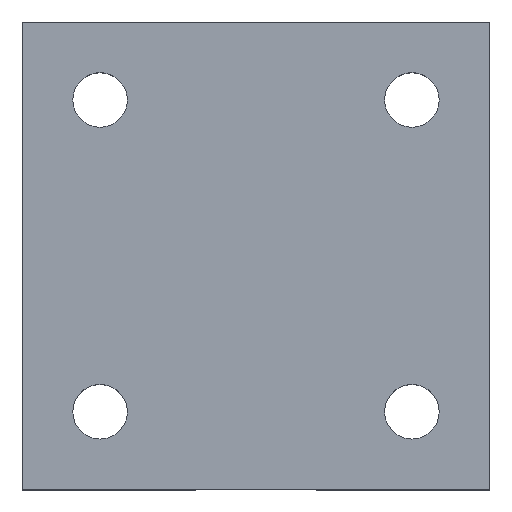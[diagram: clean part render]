
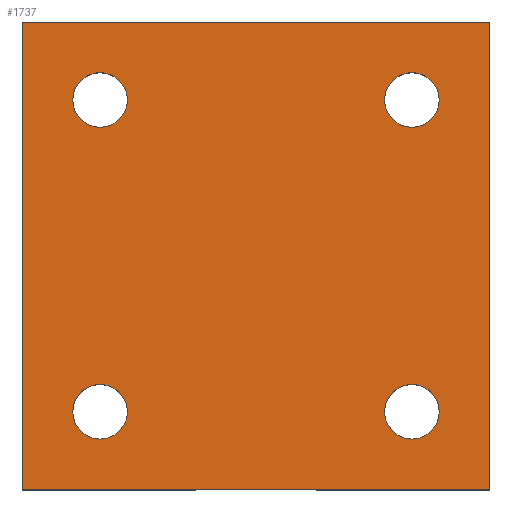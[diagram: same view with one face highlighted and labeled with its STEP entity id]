
A CAD part, top view. The second image highlights one B-rep face of the part: STEP entity #1737.
In plain terms, the highlighted planar face has unit normal (0, 0, 1).
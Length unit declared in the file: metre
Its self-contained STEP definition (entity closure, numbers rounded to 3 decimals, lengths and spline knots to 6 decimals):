
#77=CIRCLE('',#1866,0.00175);
#78=CIRCLE('',#1867,0.00175);
#79=CIRCLE('',#1868,0.00175);
#80=CIRCLE('',#1869,0.00175);
#289=ORIENTED_EDGE('',*,*,#789,.T.);
#290=ORIENTED_EDGE('',*,*,#790,.T.);
#291=ORIENTED_EDGE('',*,*,#791,.T.);
#292=ORIENTED_EDGE('',*,*,#792,.T.);
#293=ORIENTED_EDGE('',*,*,#767,.F.);
#294=ORIENTED_EDGE('',*,*,#784,.T.);
#295=ORIENTED_EDGE('',*,*,#787,.T.);
#296=ORIENTED_EDGE('',*,*,#788,.F.);
#767=EDGE_CURVE('',#1023,#1024,#1160,.T.);
#784=EDGE_CURVE('',#1023,#1035,#1172,.T.);
#787=EDGE_CURVE('',#1035,#1036,#1174,.T.);
#788=EDGE_CURVE('',#1024,#1036,#1175,.T.);
#789=EDGE_CURVE('',#1037,#1037,#77,.F.);
#790=EDGE_CURVE('',#1038,#1038,#78,.F.);
#791=EDGE_CURVE('',#1039,#1039,#79,.F.);
#792=EDGE_CURVE('',#1040,#1040,#80,.F.);
#1023=VERTEX_POINT('',#2544);
#1024=VERTEX_POINT('',#2546);
#1035=VERTEX_POINT('',#2578);
#1036=VERTEX_POINT('',#2583);
#1037=VERTEX_POINT('',#2589);
#1038=VERTEX_POINT('',#2591);
#1039=VERTEX_POINT('',#2593);
#1040=VERTEX_POINT('',#2595);
#1160=LINE('',#2545,#1313);
#1172=LINE('',#2579,#1325);
#1174=LINE('',#2584,#1327);
#1175=LINE('',#2586,#1328);
#1313=VECTOR('',#2014,1.);
#1325=VECTOR('',#2046,1.);
#1327=VECTOR('',#2052,1.);
#1328=VECTOR('',#2055,1.);
#1440=EDGE_LOOP('',(#289));
#1441=EDGE_LOOP('',(#290));
#1442=EDGE_LOOP('',(#291));
#1443=EDGE_LOOP('',(#292));
#1444=EDGE_LOOP('',(#293,#294,#295,#296));
#1569=FACE_BOUND('',#1440,.T.);
#1570=FACE_BOUND('',#1441,.T.);
#1571=FACE_BOUND('',#1442,.T.);
#1572=FACE_BOUND('',#1443,.T.);
#1573=FACE_BOUND('',#1444,.T.);
#1685=PLANE('',#1865);
#1737=ADVANCED_FACE('',(#1569,#1570,#1571,#1572,#1573),#1685,.T.);
#1865=AXIS2_PLACEMENT_3D('',#2587,#2056,#2057);
#1866=AXIS2_PLACEMENT_3D('',#2588,#2058,#2059);
#1867=AXIS2_PLACEMENT_3D('',#2590,#2060,#2061);
#1868=AXIS2_PLACEMENT_3D('',#2592,#2062,#2063);
#1869=AXIS2_PLACEMENT_3D('',#2594,#2064,#2065);
#2014=DIRECTION('',(-1.,0.,0.));
#2046=DIRECTION('',(0.,1.,0.));
#2052=DIRECTION('',(-1.,0.,0.));
#2055=DIRECTION('',(0.,1.,0.));
#2056=DIRECTION('',(0.,0.,1.));
#2057=DIRECTION('',(1.,0.,0.));
#2058=DIRECTION('',(0.,0.,1.));
#2059=DIRECTION('',(1.,0.,0.));
#2060=DIRECTION('',(0.,0.,1.));
#2061=DIRECTION('',(1.,0.,0.));
#2062=DIRECTION('',(0.,0.,1.));
#2063=DIRECTION('',(1.,0.,0.));
#2064=DIRECTION('',(0.,0.,1.));
#2065=DIRECTION('',(1.,0.,0.));
#2544=CARTESIAN_POINT('',(0.015,-0.015,0.016));
#2545=CARTESIAN_POINT('',(-0.0085,-0.015,0.016));
#2546=CARTESIAN_POINT('',(-0.015,-0.015,0.016));
#2578=CARTESIAN_POINT('',(0.015,0.015,0.016));
#2579=CARTESIAN_POINT('',(0.015,0.,0.016));
#2583=CARTESIAN_POINT('',(-0.015,0.015,0.016));
#2584=CARTESIAN_POINT('',(0.,0.015,0.016));
#2586=CARTESIAN_POINT('',(-0.015,0.,0.016));
#2587=CARTESIAN_POINT('',(0.,0.,0.016));
#2588=CARTESIAN_POINT('',(-0.01,0.01,0.016));
#2589=CARTESIAN_POINT('',(-0.00825,0.01,0.016));
#2590=CARTESIAN_POINT('',(-0.01,-0.01,0.016));
#2591=CARTESIAN_POINT('',(-0.00825,-0.01,0.016));
#2592=CARTESIAN_POINT('',(0.01,-0.01,0.016));
#2593=CARTESIAN_POINT('',(0.01175,-0.01,0.016));
#2594=CARTESIAN_POINT('',(0.01,0.01,0.016));
#2595=CARTESIAN_POINT('',(0.01175,0.01,0.016));
